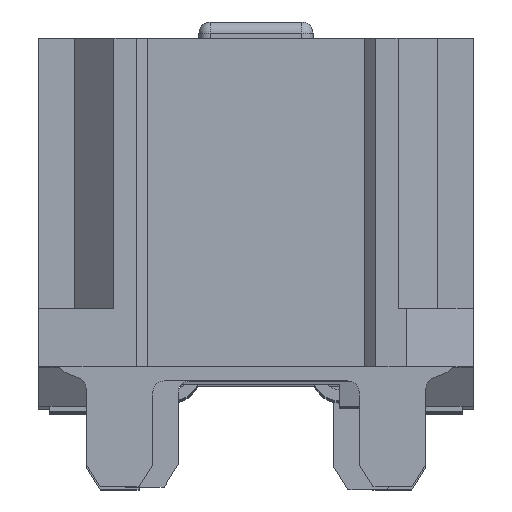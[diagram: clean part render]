
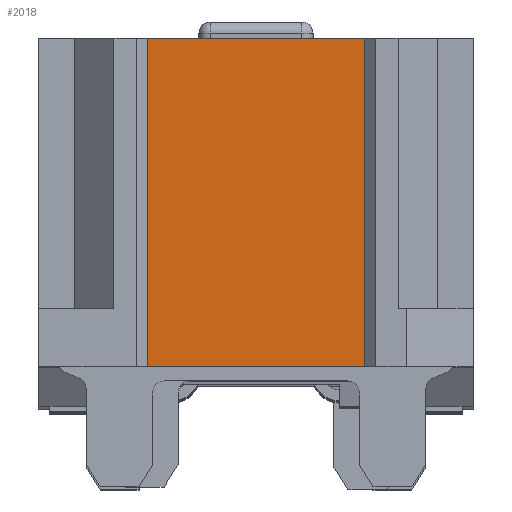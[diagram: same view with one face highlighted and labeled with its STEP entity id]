
A CAD part, top view. The second image highlights one B-rep face of the part: STEP entity #2018.
In plain terms, the highlighted planar face has unit normal (0, 0, 1).
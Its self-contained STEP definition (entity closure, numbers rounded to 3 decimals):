
#2018=ADVANCED_FACE('',(#5263),#5264,.T.);
#5263=FACE_OUTER_BOUND('',#9676,.T.);
#5264=PLANE('',#9677);
#9676=EDGE_LOOP('',(#16232,#16233,#16234,#16235));
#9677=AXIS2_PLACEMENT_3D('',#16236,#16237,#16238);
#16232=ORIENTED_EDGE('',*,*,#28713,.F.);
#16233=ORIENTED_EDGE('',*,*,#28760,.F.);
#16234=ORIENTED_EDGE('',*,*,#28761,.T.);
#16235=ORIENTED_EDGE('',*,*,#28757,.F.);
#16236=CARTESIAN_POINT('',(-2.126,11.678,-6.75));
#16237=DIRECTION('',(0.0,0.0,1.0));
#16238=DIRECTION('',(1.0,-0.0,0.0));
#28713=EDGE_CURVE('',#35253,#35255,#35256,.T.);
#28757=EDGE_CURVE('',#35255,#35324,#35325,.T.);
#28760=EDGE_CURVE('',#35328,#35253,#35329,.T.);
#28761=EDGE_CURVE('',#35328,#35324,#35330,.T.);
#35253=VERTEX_POINT('',#44729);
#35255=VERTEX_POINT('',#44732);
#35256=LINE('',#44733,#44734);
#35324=VERTEX_POINT('',#44836);
#35325=LINE('',#44837,#44838);
#35328=VERTEX_POINT('',#44842);
#35329=LINE('',#44843,#44844);
#35330=LINE('',#44845,#44846);
#44729=CARTESIAN_POINT('',(-2.223,5.631,-6.75));
#44732=CARTESIAN_POINT('',(-6.123,5.631,-6.75));
#44733=CARTESIAN_POINT('',(0.,5.631,-6.75));
#44734=VECTOR('',#54014,1.0);
#44836=CARTESIAN_POINT('',(-6.123,11.531,-6.75));
#44837=CARTESIAN_POINT('',(-6.123,8.5,-6.75));
#44838=VECTOR('',#54049,1.0);
#44842=CARTESIAN_POINT('',(-2.223,11.531,-6.75));
#44843=CARTESIAN_POINT('',(-2.223,8.5,-6.75));
#44844=VECTOR('',#54051,1.0);
#44845=CARTESIAN_POINT('',(0.,11.531,-6.75));
#44846=VECTOR('',#54052,1.0);
#54014=DIRECTION('',(-1.0,0.0,0.0));
#54049=DIRECTION('',(0.0,1.0,0.0));
#54051=DIRECTION('',(0.0,-1.0,0.0));
#54052=DIRECTION('',(-1.0,0.0,0.0));
